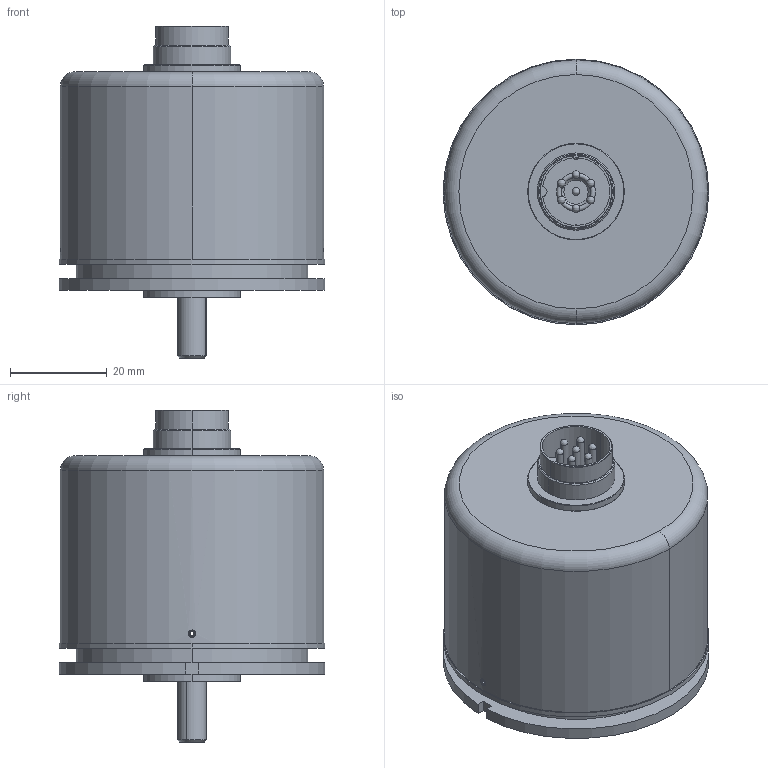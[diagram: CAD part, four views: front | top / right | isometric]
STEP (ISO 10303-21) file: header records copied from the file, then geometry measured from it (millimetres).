
FILE_DESCRIPTION (( 'STEP AP214' ), '1' );
FILE_NAME ('AW_360_ZE.STEP', '2013-06-25T07:04:00', ( 'dummy' ), ( '' ), 'SwSTEP 2.0', 'SolidWorks 2013', '' );
FILE_SCHEMA (( 'AUTOMOTIVE_DESIGN' ));
Length unit declared in the file: millimetre
Products named in the file (1): AW_360_ZE
Bounding box: 55 x 55 x 68.74 mm (x, y, z)
Surface area: 15511.3 mm2 (no closed solid volume)
Topology: 0 solids, 15 shells, 99 faces, 237 edges, 142 vertices
Faces by surface type: cylinder 48, plane 16, cone 14, torus 14, bspline 7
Entity records: 4021 total; most frequent: CARTESIAN_POINT 650, DIRECTION 541, ORIENTED_EDGE 393, AXIS2_PLACEMENT_3D 235, EDGE_CURVE 219, VERTEX_POINT 142, CIRCLE 142, EDGE_LOOP 115
